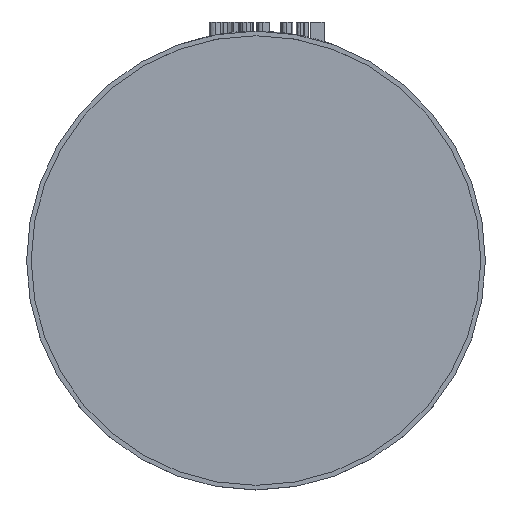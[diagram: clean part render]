
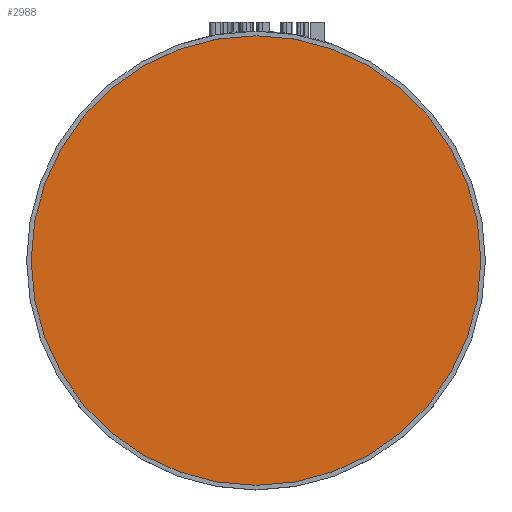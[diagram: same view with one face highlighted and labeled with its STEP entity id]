
A CAD part, top view. The second image highlights one B-rep face of the part: STEP entity #2988.
In plain terms, the highlighted planar face has unit normal (0, 0, 1).
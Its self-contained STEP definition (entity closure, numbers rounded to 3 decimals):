
#823=FACE_OUTER_BOUND('',#993,.T.);
#993=EDGE_LOOP('',(#1979));
#1175=CIRCLE('',#3173,24.5);
#1199=VERTEX_POINT('',#3761);
#1511=EDGE_CURVE('',#1199,#1199,#1175,.T.);
#1979=ORIENTED_EDGE('',*,*,#1511,.F.);
#2915=PLANE('',#3172);
#2988=ADVANCED_FACE('',(#823),#2915,.T.);
#3172=AXIS2_PLACEMENT_3D('',#3760,#3284,#3285);
#3173=AXIS2_PLACEMENT_3D('',#3762,#3286,#3287);
#3284=DIRECTION('center_axis',(0.,0.,1.));
#3285=DIRECTION('ref_axis',(-1.,0.,0.));
#3286=DIRECTION('center_axis',(0.,0.,-1.));
#3287=DIRECTION('ref_axis',(-1.,0.,0.));
#3760=CARTESIAN_POINT('Origin',(21.,21.,62.834));
#3761=CARTESIAN_POINT('',(45.5,21.,62.834));
#3762=CARTESIAN_POINT('Origin',(21.,21.,62.834));
